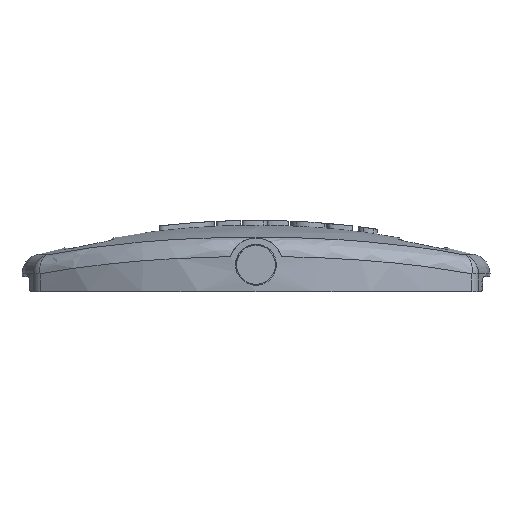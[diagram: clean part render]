
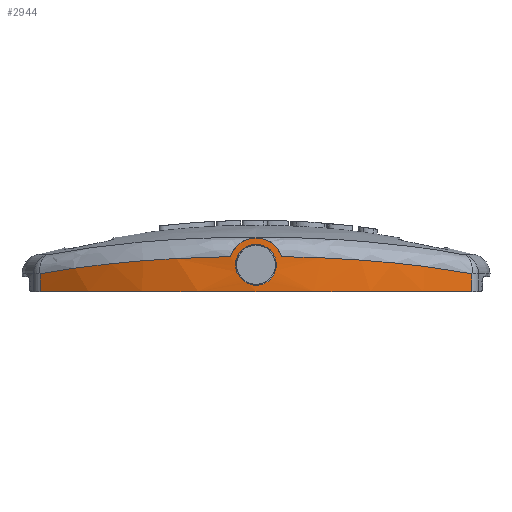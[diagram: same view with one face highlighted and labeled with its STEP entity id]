
A CAD part, left-side view. The second image highlights one B-rep face of the part: STEP entity #2944.
In plain terms, the highlighted cylindrical face has radius 36 mm (diameter 72 mm), a partial arc.
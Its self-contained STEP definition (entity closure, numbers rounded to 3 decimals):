
#106=LINE('',#4309,#195);
#108=LINE('',#4413,#197);
#195=VECTOR('',#3328,1000.);
#197=VECTOR('',#3344,1000.);
#309=CIRCLE('',#3110,36.);
#476=ORIENTED_EDGE('',*,*,#1072,.F.);
#477=ORIENTED_EDGE('',*,*,#1048,.F.);
#478=ORIENTED_EDGE('',*,*,#1050,.T.);
#479=ORIENTED_EDGE('',*,*,#1073,.T.);
#480=ORIENTED_EDGE('',*,*,#1052,.T.);
#481=ORIENTED_EDGE('',*,*,#1058,.T.);
#482=ORIENTED_EDGE('',*,*,#1011,.T.);
#1011=EDGE_CURVE('',#1314,#1314,#1506,.T.);
#1048=EDGE_CURVE('',#1348,#1350,#106,.T.);
#1050=EDGE_CURVE('',#1348,#1351,#1529,.T.);
#1052=EDGE_CURVE('',#1353,#1352,#1530,.T.);
#1058=EDGE_CURVE('',#1352,#1356,#108,.T.);
#1072=EDGE_CURVE('',#1350,#1356,#309,.T.);
#1073=EDGE_CURVE('',#1351,#1353,#1533,.T.);
#1314=VERTEX_POINT('',#3831);
#1348=VERTEX_POINT('',#4304);
#1350=VERTEX_POINT('',#4310);
#1351=VERTEX_POINT('',#4362);
#1352=VERTEX_POINT('',#4364);
#1353=VERTEX_POINT('',#4370);
#1356=VERTEX_POINT('',#4412);
#1506=B_SPLINE_CURVE_WITH_KNOTS('',3,(#3820,#3821,#3822,#3823,#3824,#3825,
#3826,#3827,#3828,#3829,#3830),.UNSPECIFIED.,.T.,.F.,(1,1,1,1,1,1,1,1,1,
1,1,1,1,1,1),(-0.005,-0.003,-0.002,
0.,0.002,0.003,0.005,
0.007,0.008,0.01,0.011,
0.013,0.015,0.016,0.018),
 .UNSPECIFIED.);
#1529=B_SPLINE_CURVE_WITH_KNOTS('',3,(#4357,#4358,#4359,#4360,#4361),
 .UNSPECIFIED.,.F.,.F.,(4,1,4),(0.,0.5,1.),.UNSPECIFIED.);
#1530=B_SPLINE_CURVE_WITH_KNOTS('',3,(#4365,#4366,#4367,#4368,#4369),
 .UNSPECIFIED.,.F.,.F.,(4,1,4),(0.,0.5,1.),.UNSPECIFIED.);
#1533=B_SPLINE_CURVE_WITH_KNOTS('',3,(#4500,#4501,#4502,#4503,#4504,#4505,
#4506),.UNSPECIFIED.,.F.,.F.,(4,1,1,1,4),(0.,0.002,0.003,
0.005,0.007),.UNSPECIFIED.);
#1626=EDGE_LOOP('',(#476,#477,#478,#479,#480,#481));
#1627=EDGE_LOOP('',(#482));
#1789=FACE_BOUND('',#1626,.T.);
#1790=FACE_BOUND('',#1627,.T.);
#1934=CYLINDRICAL_SURFACE('',#3109,36.);
#2944=ADVANCED_FACE('',(#1789,#1790),#1934,.T.);
#3109=AXIS2_PLACEMENT_3D('',#4498,#3373,#3374);
#3110=AXIS2_PLACEMENT_3D('',#4499,#3375,#3376);
#3328=DIRECTION('',(0.,0.,-1.));
#3344=DIRECTION('',(0.,0.,-1.));
#3373=DIRECTION('',(0.,0.,-1.));
#3374=DIRECTION('',(-1.,0.,0.));
#3375=DIRECTION('',(0.,0.,-1.));
#3376=DIRECTION('',(-1.,0.,0.));
#3820=CARTESIAN_POINT('',(-15.969,-1.644,-4.137));
#3821=CARTESIAN_POINT('',(-15.923,-2.328,-5.785));
#3822=CARTESIAN_POINT('',(-15.969,-1.645,-7.431));
#3823=CARTESIAN_POINT('',(-16.015,-0.002,-8.112));
#3824=CARTESIAN_POINT('',(-15.969,1.645,-7.431));
#3825=CARTESIAN_POINT('',(-15.923,2.327,-5.785));
#3826=CARTESIAN_POINT('',(-15.969,1.647,-4.141));
#3827=CARTESIAN_POINT('',(-16.015,0.002,-3.458));
#3828=CARTESIAN_POINT('',(-15.969,-1.644,-4.137));
#3829=CARTESIAN_POINT('',(-15.923,-2.328,-5.785));
#3830=CARTESIAN_POINT('',(-15.969,-1.645,-7.431));
#3831=CARTESIAN_POINT('',(-15.939,-2.1,-5.785));
#4304=CARTESIAN_POINT('',(-8.376,-22.153,-6.704));
#4309=CARTESIAN_POINT('',(-8.376,-22.153,-11.424));
#4310=CARTESIAN_POINT('',(-8.376,-22.153,-8.535));
#4357=CARTESIAN_POINT('',(-8.376,-22.153,-6.704));
#4358=CARTESIAN_POINT('',(-10.613,-19.288,-6.176));
#4359=CARTESIAN_POINT('',(-14.152,-12.954,-5.355));
#4360=CARTESIAN_POINT('',(-15.654,-6.055,-5.004));
#4361=CARTESIAN_POINT('',(-15.905,-2.619,-4.946));
#4362=CARTESIAN_POINT('',(-15.905,-2.619,-4.946));
#4364=CARTESIAN_POINT('',(-8.376,22.153,-6.704));
#4365=CARTESIAN_POINT('',(-15.905,2.619,-4.946));
#4366=CARTESIAN_POINT('',(-15.654,6.055,-5.004));
#4367=CARTESIAN_POINT('',(-14.152,12.954,-5.355));
#4368=CARTESIAN_POINT('',(-10.613,19.288,-6.176));
#4369=CARTESIAN_POINT('',(-8.376,22.153,-6.704));
#4370=CARTESIAN_POINT('',(-15.905,2.619,-4.946));
#4412=CARTESIAN_POINT('',(-8.376,22.153,-8.535));
#4413=CARTESIAN_POINT('',(-8.376,22.153,-11.424));
#4498=CARTESIAN_POINT('',(20.,0.,-11.424));
#4499=CARTESIAN_POINT('',(20.,0.,-8.535));
#4500=CARTESIAN_POINT('',(-15.905,-2.619,-4.946));
#4501=CARTESIAN_POINT('',(-15.918,-2.441,-4.391));
#4502=CARTESIAN_POINT('',(-15.968,-1.735,-3.416));
#4503=CARTESIAN_POINT('',(-16.016,-0.003,-2.845));
#4504=CARTESIAN_POINT('',(-15.968,1.73,-3.411));
#4505=CARTESIAN_POINT('',(-15.918,2.441,-4.391));
#4506=CARTESIAN_POINT('',(-15.905,2.619,-4.946));
